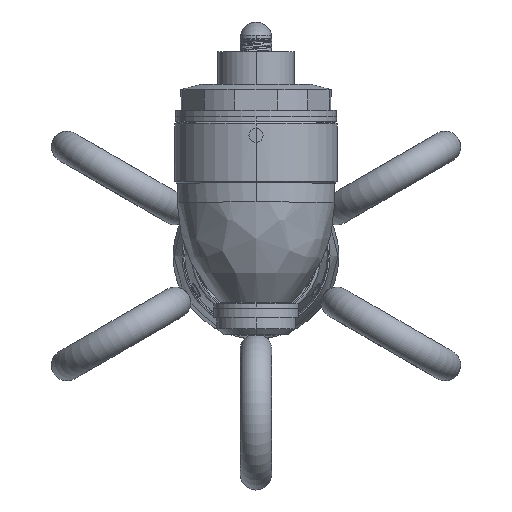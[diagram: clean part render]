
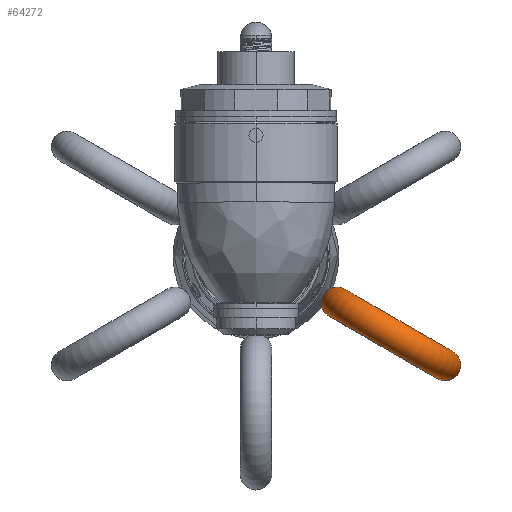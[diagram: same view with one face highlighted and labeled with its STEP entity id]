
A CAD part, top view. The second image highlights one B-rep face of the part: STEP entity #64272.
In plain terms, the highlighted toroidal (fillet/blend) face has major radius 20 mm and minor radius 5 mm.
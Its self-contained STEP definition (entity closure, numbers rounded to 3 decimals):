
#63597=CARTESIAN_POINT('',(20.944,-14.69,315.));
#63598=CARTESIAN_POINT('',(20.965,-14.702,314.777));
#63599=CARTESIAN_POINT('',(21.017,-14.654,
314.324));
#63600=CARTESIAN_POINT('',(21.129,-14.367,
313.692));
#63601=CARTESIAN_POINT('',(21.307,-13.874,
313.159));
#63602=CARTESIAN_POINT('',(21.564,-13.27,
312.825));
#63603=CARTESIAN_POINT('',(21.893,-12.641,
312.713));
#63604=CARTESIAN_POINT('',(22.274,-12.041,
312.825));
#63605=CARTESIAN_POINT('',(22.669,-11.515,
313.159));
#63606=CARTESIAN_POINT('',(23.006,-11.115,
313.691));
#63607=CARTESIAN_POINT('',(23.199,-10.874,
314.323));
#63608=CARTESIAN_POINT('',(23.215,-10.805,
314.777));
#63609=CARTESIAN_POINT('',(23.194,-10.793,315.));
#63611=CARTESIAN_POINT('',(23.194,-10.793,315.));
#63612=CARTESIAN_POINT('',(23.172,-10.78,
315.226));
#63613=CARTESIAN_POINT('',(23.069,-10.8,
315.687));
#63614=CARTESIAN_POINT('',(22.739,-10.985,
316.341));
#63615=CARTESIAN_POINT('',(22.295,-11.342,
316.867));
#63616=CARTESIAN_POINT('',(21.851,-11.829,
317.182));
#63617=CARTESIAN_POINT('',(21.467,-12.397,
317.284));
#63618=CARTESIAN_POINT('',(21.17,-13.009,
317.182));
#63619=CARTESIAN_POINT('',(20.97,-13.637,
316.868));
#63620=CARTESIAN_POINT('',(20.882,-14.202,
316.34));
#63621=CARTESIAN_POINT('',(20.888,-14.579,
315.685));
#63622=CARTESIAN_POINT('',(20.922,-14.678,
315.226));
#63623=CARTESIAN_POINT('',(20.944,-14.69,315.));
#64138=CARTESIAN_POINT('',(20.944,-14.69,315.));
#64139=VERTEX_POINT('',#64138);
#64140=CARTESIAN_POINT('',(23.194,-10.793,315.));
#64141=VERTEX_POINT('',#64140);
#64261=CARTESIAN_POINT('',(43.13,-24.901,
317.666));
#64262=DIRECTION('',(-0.5,-0.866,0.));
#64263=DIRECTION('',(0.861,-0.497,-0.103));
#64264=AXIS2_PLACEMENT_3D('',#64261,#64262,#64263);
#64265=TOROIDAL_SURFACE('',#64264,20.,5.);
#64267=ORIENTED_EDGE('',*,*,#64266,.T.);
#64269=ORIENTED_EDGE('',*,*,#64268,.T.);
#64270=EDGE_LOOP('',(#64267,#64269));
#64271=FACE_OUTER_BOUND('',#64270,.F.);
#64272=ADVANCED_FACE('',(#64271),#64265,.F.);
#63610=B_SPLINE_CURVE_WITH_KNOTS('',3,(#63597,#63598,#63599,#63600,#63601,
#63602,#63603,#63604,#63605,#63606,#63607,#63608,#63609),.UNSPECIFIED.,.F.,.F.,(
4,1,1,1,1,1,1,1,1,1,4),(0.,0.1,0.2,0.3,0.4,0.5,0.6,0.7,0.8,
0.9,1.),.UNSPECIFIED.);
#63624=B_SPLINE_CURVE_WITH_KNOTS('',3,(#63611,#63612,#63613,#63614,#63615,
#63616,#63617,#63618,#63619,#63620,#63621,#63622,#63623),.UNSPECIFIED.,.F.,.F.,(
4,1,1,1,1,1,1,1,1,1,4),(0.,0.1,0.2,0.3,0.4,0.5,0.6,0.7,0.8,
0.9,1.),.UNSPECIFIED.);
#64266=EDGE_CURVE('',#64139,#64141,#63610,.T.);
#64268=EDGE_CURVE('',#64141,#64139,#63624,.T.);
